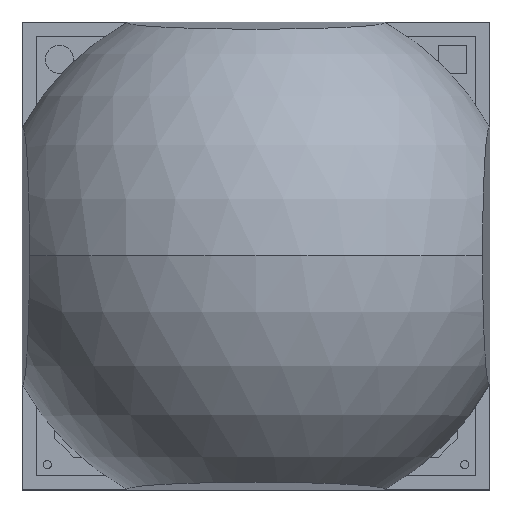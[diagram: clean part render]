
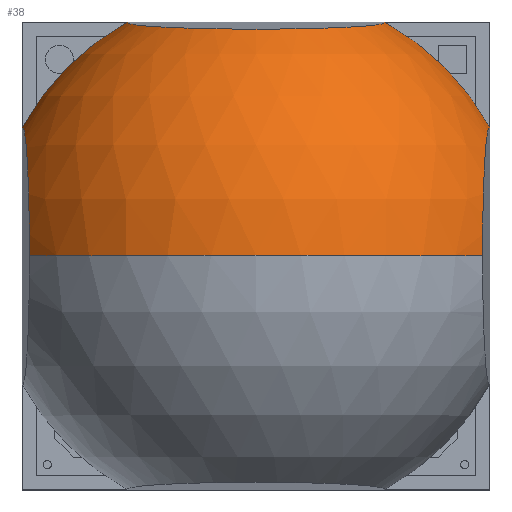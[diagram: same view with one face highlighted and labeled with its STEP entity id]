
A CAD part, top view. The second image highlights one B-rep face of the part: STEP entity #38.
In plain terms, the highlighted spherical face has radius 2.85 mm.
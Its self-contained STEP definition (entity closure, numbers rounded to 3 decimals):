
#38 = ADVANCED_FACE ( 'NONE', ( #8620 ), #7035, .T. ) ;
#678 = CIRCLE ( 'NONE', #12254, 1.375 ) ;
#687 = EDGE_CURVE ( 'NONE', #11843, #10520, #6737, .T. ) ;
#891 = EDGE_CURVE ( 'NONE', #3336, #11811, #2752, .T. ) ;
#1130 = AXIS2_PLACEMENT_3D ( 'NONE', #7799, #11627, #3063 ) ;
#1231 = ORIENTED_EDGE ( 'NONE', *, *, #11377, .T. ) ;
#1269 = DIRECTION ( 'NONE',  ( -0.48, 0., 0.877 ) ) ;
#1361 = AXIS2_PLACEMENT_3D ( 'NONE', #6098, #9909, #7218 ) ;
#2435 = AXIS2_PLACEMENT_3D ( 'NONE', #10180, #3801, #6648 ) ;
#2562 = AXIS2_PLACEMENT_3D ( 'NONE', #6190, #11825, #1269 ) ;
#2752 = CIRCLE ( 'NONE', #2562, 2.85 ) ;
#2909 = CARTESIAN_POINT ( 'NONE',  ( 2.493, 0.131, 0. ) ) ;
#2950 = CARTESIAN_POINT ( 'NONE',  ( 1.368, 0., 2.5 ) ) ;
#3063 = DIRECTION ( 'NONE',  ( -1., 0., 0. ) ) ;
#3336 = VERTEX_POINT ( 'NONE', #6042 ) ;
#3408 = AXIS2_PLACEMENT_3D ( 'NONE', #10075, #4472, #5263 ) ;
#3801 = DIRECTION ( 'NONE',  ( 0., -1., 0. ) ) ;
#4294 = CIRCLE ( 'NONE', #10871, 1.375 ) ;
#4472 = DIRECTION ( 'NONE',  ( 0.999, -0.052, 0. ) ) ;
#4686 = DIRECTION ( 'NONE',  ( 0.005, -0.095, 0.995 ) ) ;
#4826 = CARTESIAN_POINT ( 'NONE',  ( -2.421, 1.503, 0. ) ) ;
#5082 = EDGE_CURVE ( 'NONE', #10520, #11811, #12189, .T. ) ;
#5228 = ORIENTED_EDGE ( 'NONE', *, *, #8281, .F. ) ;
#5263 = DIRECTION ( 'NONE',  ( 0.052, 0.999, 0. ) ) ;
#5440 = CARTESIAN_POINT ( 'NONE',  ( -2.5, 0., 1.368 ) ) ;
#5618 = CARTESIAN_POINT ( 'NONE',  ( 2.421, 1.503, 0. ) ) ;
#5692 = ORIENTED_EDGE ( 'NONE', *, *, #687, .T. ) ;
#6042 = CARTESIAN_POINT ( 'NONE',  ( -1.368, 0., 2.5 ) ) ;
#6098 = CARTESIAN_POINT ( 'NONE',  ( 0., 0., 0. ) ) ;
#6190 = CARTESIAN_POINT ( 'NONE',  ( 0., 0., 0. ) ) ;
#6447 = DIRECTION ( 'NONE',  ( -0.995, -0.095, 0.005 ) ) ;
#6648 = DIRECTION ( 'NONE',  ( 0.877, 0., 0.48 ) ) ;
#6737 = CIRCLE ( 'NONE', #1361, 2.85 ) ;
#7035 = SPHERICAL_SURFACE ( 'NONE', #1130, 2.85 ) ;
#7218 = DIRECTION ( 'NONE',  ( 0.85, 0.528, 0. ) ) ;
#7799 = CARTESIAN_POINT ( 'NONE',  ( 0., 0., 0. ) ) ;
#8281 = EDGE_CURVE ( 'NONE', #11213, #9988, #12022, .T. ) ;
#8563 = DIRECTION ( 'NONE',  ( 0., -0.052, -0.999 ) ) ;
#8620 = FACE_OUTER_BOUND ( 'NONE', #9086, .T. ) ;
#8643 = DIRECTION ( 'NONE',  ( -0.999, -0.052, 0. ) ) ;
#9086 = EDGE_LOOP ( 'NONE', ( #5692, #9467, #12123, #9221, #5228, #1231 ) ) ;
#9221 = ORIENTED_EDGE ( 'NONE', *, *, #9893, .T. ) ;
#9337 = CARTESIAN_POINT ( 'NONE',  ( 2.5, 0., 1.368 ) ) ;
#9467 = ORIENTED_EDGE ( 'NONE', *, *, #5082, .T. ) ;
#9893 = EDGE_CURVE ( 'NONE', #3336, #9988, #678, .T. ) ;
#9909 = DIRECTION ( 'NONE',  ( 0., 0., 1. ) ) ;
#9988 = VERTEX_POINT ( 'NONE', #2950 ) ;
#10075 = CARTESIAN_POINT ( 'NONE',  ( -2.493, 0.131, 0. ) ) ;
#10180 = CARTESIAN_POINT ( 'NONE',  ( 0., 0., 0. ) ) ;
#10392 = CARTESIAN_POINT ( 'NONE',  ( 0., 0.131, 2.493 ) ) ;
#10520 = VERTEX_POINT ( 'NONE', #4826 ) ;
#10871 = AXIS2_PLACEMENT_3D ( 'NONE', #2909, #8643, #4686 ) ;
#11213 = VERTEX_POINT ( 'NONE', #9337 ) ;
#11377 = EDGE_CURVE ( 'NONE', #11213, #11843, #4294, .T. ) ;
#11627 = DIRECTION ( 'NONE',  ( 0., 0., -1. ) ) ;
#11811 = VERTEX_POINT ( 'NONE', #5440 ) ;
#11825 = DIRECTION ( 'NONE',  ( 0., -1., 0. ) ) ;
#11843 = VERTEX_POINT ( 'NONE', #5618 ) ;
#12022 = CIRCLE ( 'NONE', #2435, 2.85 ) ;
#12123 = ORIENTED_EDGE ( 'NONE', *, *, #891, .F. ) ;
#12189 = CIRCLE ( 'NONE', #3408, 1.375 ) ;
#12254 = AXIS2_PLACEMENT_3D ( 'NONE', #10392, #8563, #6447 ) ;
